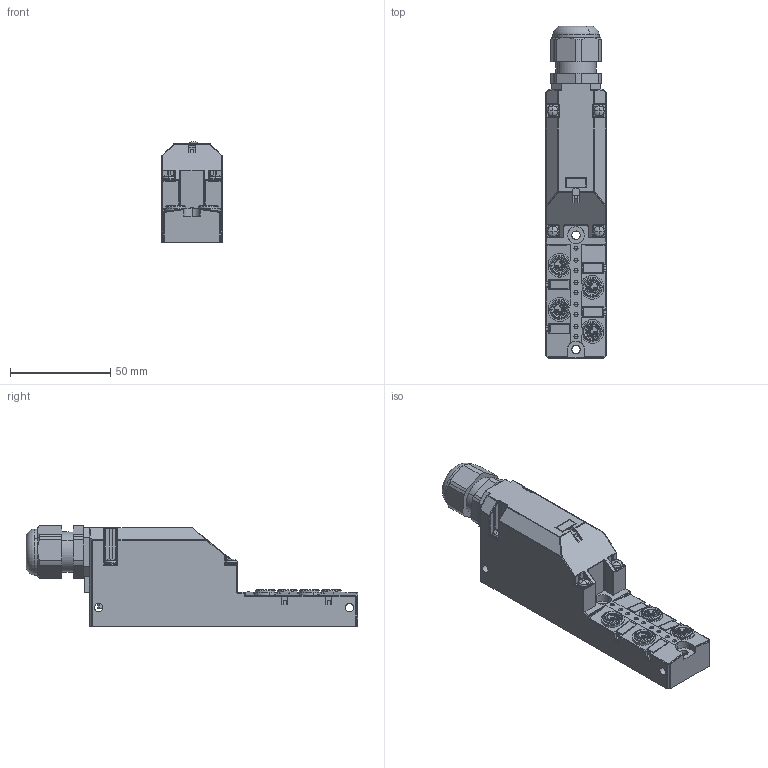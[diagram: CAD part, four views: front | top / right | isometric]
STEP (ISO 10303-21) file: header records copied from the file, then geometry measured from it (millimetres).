
FILE_DESCRIPTION(('CATIA V5 STEP Exchange','CAx-IF Rec.Pracs.--- Model Styling and Organization---1.4--- 2014-01-23'),'2;1');
FILE_NAME ('1352859-2_0', '2022-04-25T08:01:54+00:00', ('none'), ('Weidmueller'), 'CATIA Version 5-6 Release 2016 SP3 HF44', 'CATIA V5 STEP AP214', 'none');
FILE_SCHEMA(('AUTOMOTIVE_DESIGN { 1 0 10303 214 1 1 1 1 }'));
Length unit declared in the file: millimetre
Products named in the file (1): 2818970000
Bounding box: 30 x 165.4 x 50.09 mm (x, y, z)
Volume: 138289.3 mm3; surface area: 31905.1 mm2
Topology: 24 solids, 42 shells, 1279 faces, 3119 edges, 1999 vertices
Faces by surface type: plane 503, cylinder 474, cone 156, torus 68, sphere 66, bspline 12
Entity records: 40352 total; most frequent: CARTESIAN_POINT 12110, ORIENTED_EDGE 6178, DIRECTION 4820, EDGE_CURVE 3089, AXIS2_PLACEMENT_3D 2085, VERTEX_POINT 1999, VECTOR 1523, LINE 1523
